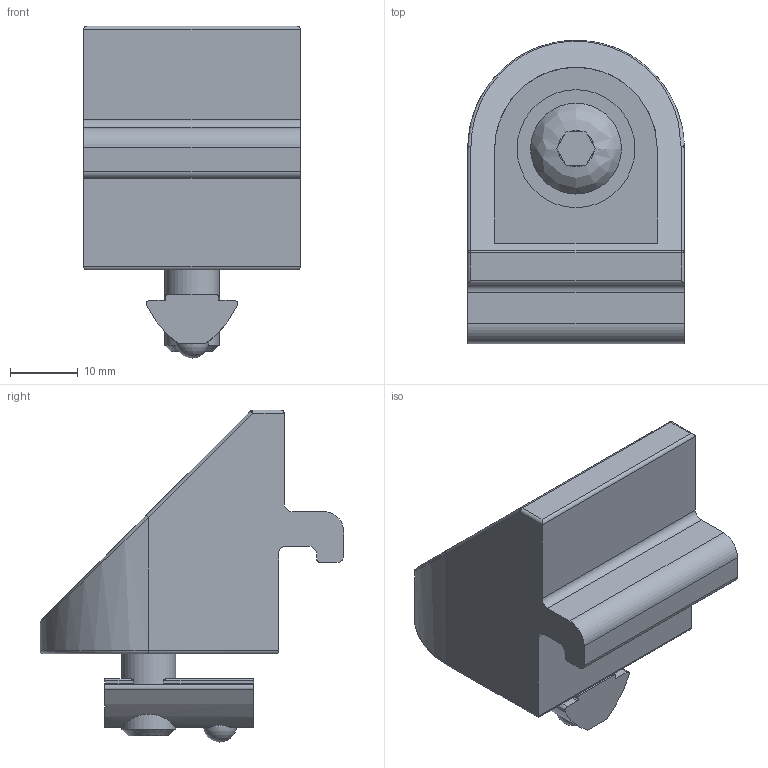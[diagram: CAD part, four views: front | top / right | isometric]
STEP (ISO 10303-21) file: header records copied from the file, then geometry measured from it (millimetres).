
FILE_DESCRIPTION(('STEP AP203'),'1');
FILE_NAME('FIXE08E1474.stp','2023-10-03T08:34:57',(' '),(' '),'Spatial InterOp 3D',' ',' ');
FILE_SCHEMA(('CONFIG_CONTROL_DESIGN'));
Length unit declared in the file: millimetre
Products named in the file (5): Equerre de bridage 8; vis; bille; écrou; equerre
Assembly tree (4 placements, depth 2):
  Equerre de bridage 8
    vis
    bille
    écrou
    equerre
Bounding box: 32 x 44.8 x 49 mm (x, y, z)
Volume: 18992.8 mm3; surface area: 9580.7 mm2
Topology: 4 solids, 4 shells, 90 faces, 231 edges, 148 vertices
Faces by surface type: plane 45, cylinder 37, sphere 3, cone 2, bspline 2, torus 1
Full cylindrical faces by diameter (mm): 5 x1, 6.8 x1, 8 x1, 9.2 x1, 17.4 x1
Entity records: 3740 total; most frequent: CARTESIAN_POINT 934, DIRECTION 430, ORIENTED_EDGE 428, EDGE_CURVE 214, AXIS2_PLACEMENT_3D 156, VERTEX_POINT 142, LINE 118, VECTOR 118
